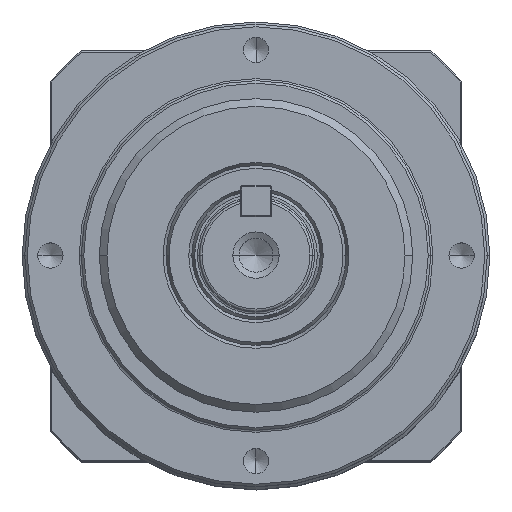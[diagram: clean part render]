
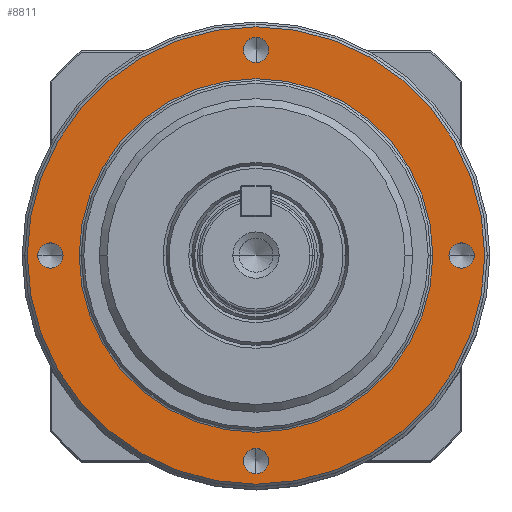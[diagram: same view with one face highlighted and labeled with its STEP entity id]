
A CAD part, top view. The second image highlights one B-rep face of the part: STEP entity #8811.
In plain terms, the highlighted planar face has unit normal (0, 0, 1).
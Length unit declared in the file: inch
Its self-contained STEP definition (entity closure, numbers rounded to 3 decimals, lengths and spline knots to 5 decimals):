
#25 = EDGE_CURVE ( 'NONE', #5820, #10014, #2449, .T. ) ;
#326 = VERTEX_POINT ( 'NONE', #11979 ) ;
#539 = CARTESIAN_POINT ( 'NONE',  ( 0., 0., 0. ) ) ;
#811 = AXIS2_PLACEMENT_3D ( 'NONE', #10678, #884, #9616 ) ;
#855 = DIRECTION ( 'NONE',  ( 0., 0., -1. ) ) ;
#884 = DIRECTION ( 'NONE',  ( 0., 0., -1. ) ) ;
#889 = DIRECTION ( 'NONE',  ( 0., 0., 1. ) ) ;
#935 = CIRCLE ( 'NONE', #9369, 1.75197 ) ;
#1089 = CARTESIAN_POINT ( 'NONE',  ( 0., 0., 0. ) ) ;
#1170 = ORIENTED_EDGE ( 'NONE', *, *, #8424, .F. ) ;
#1268 = EDGE_CURVE ( 'NONE', #12842, #8090, #9228, .T. ) ;
#1269 = EDGE_CURVE ( 'NONE', #326, #5133, #7633, .T. ) ;
#1556 = EDGE_LOOP ( 'NONE', ( #13329, #13218 ) ) ;
#1603 = DIRECTION ( 'NONE',  ( 0., 0., -1. ) ) ;
#1908 = CIRCLE ( 'NONE', #6226, 0.09679 ) ;
#1993 = CARTESIAN_POINT ( 'NONE',  ( 0., -1.5748, 0. ) ) ;
#2069 = EDGE_CURVE ( 'NONE', #5133, #326, #3539, .T. ) ;
#2111 = CARTESIAN_POINT ( 'NONE',  ( 0., 0., 0. ) ) ;
#2144 = EDGE_LOOP ( 'NONE', ( #8869, #2491 ) ) ;
#2449 = CIRCLE ( 'NONE', #4285, 1.35433 ) ;
#2491 = ORIENTED_EDGE ( 'NONE', *, *, #2069, .T. ) ;
#2979 = CIRCLE ( 'NONE', #10966, 1.35433 ) ;
#3213 = AXIS2_PLACEMENT_3D ( 'NONE', #539, #10338, #6034 ) ;
#3225 = FACE_BOUND ( 'NONE', #10447, .T. ) ;
#3340 = DIRECTION ( 'NONE',  ( 1., 0., 0. ) ) ;
#3393 = ORIENTED_EDGE ( 'NONE', *, *, #25, .F. ) ;
#3539 = CIRCLE ( 'NONE', #811, 0.09679 ) ;
#3612 = DIRECTION ( 'NONE',  ( -1., 0., 0. ) ) ;
#3696 = ORIENTED_EDGE ( 'NONE', *, *, #13227, .T. ) ;
#4285 = AXIS2_PLACEMENT_3D ( 'NONE', #11269, #4475, #3612 ) ;
#4410 = EDGE_CURVE ( 'NONE', #4907, #8000, #13015, .T. ) ;
#4455 = EDGE_CURVE ( 'NONE', #8090, #12842, #8889, .T. ) ;
#4475 = DIRECTION ( 'NONE',  ( 0., 0., 1. ) ) ;
#4534 = VERTEX_POINT ( 'NONE', #9890 ) ;
#4697 = ORIENTED_EDGE ( 'NONE', *, *, #4410, .F. ) ;
#4907 = VERTEX_POINT ( 'NONE', #7703 ) ;
#5006 = CARTESIAN_POINT ( 'NONE',  ( 0., 1.47801, 0. ) ) ;
#5129 = DIRECTION ( 'NONE',  ( 0., 0., -1. ) ) ;
#5133 = VERTEX_POINT ( 'NONE', #5761 ) ;
#5287 = FACE_OUTER_BOUND ( 'NONE', #9881, .T. ) ;
#5418 = FACE_BOUND ( 'NONE', #1556, .T. ) ;
#5478 = AXIS2_PLACEMENT_3D ( 'NONE', #7240, #1603, #11603 ) ;
#5536 = CARTESIAN_POINT ( 'NONE',  ( 0., 1.67159, 0. ) ) ;
#5761 = CARTESIAN_POINT ( 'NONE',  ( -1.47801, 0., 0. ) ) ;
#5820 = VERTEX_POINT ( 'NONE', #10974 ) ;
#6034 = DIRECTION ( 'NONE',  ( -1., 0., 0. ) ) ;
#6226 = AXIS2_PLACEMENT_3D ( 'NONE', #1993, #5129, #9501 ) ;
#6333 = DIRECTION ( 'NONE',  ( 0., 1., 0. ) ) ;
#6398 = CARTESIAN_POINT ( 'NONE',  ( 1.5748, 0., 0. ) ) ;
#6766 = VERTEX_POINT ( 'NONE', #7249 ) ;
#6835 = AXIS2_PLACEMENT_3D ( 'NONE', #6398, #9716, #12843 ) ;
#7240 = CARTESIAN_POINT ( 'NONE',  ( 0., 1.5748, 0. ) ) ;
#7249 = CARTESIAN_POINT ( 'NONE',  ( 1.47801, 0., 0. ) ) ;
#7266 = ORIENTED_EDGE ( 'NONE', *, *, #10229, .F. ) ;
#7267 = DIRECTION ( 'NONE',  ( 0., 0., -1. ) ) ;
#7536 = CARTESIAN_POINT ( 'NONE',  ( 1.67159, 0., 0. ) ) ;
#7552 = CARTESIAN_POINT ( 'NONE',  ( 1.5748, 0., 0. ) ) ;
#7604 = DIRECTION ( 'NONE',  ( 0., -1., 0. ) ) ;
#7633 = CIRCLE ( 'NONE', #12645, 0.09679 ) ;
#7700 = FACE_BOUND ( 'NONE', #8795, .T. ) ;
#7703 = CARTESIAN_POINT ( 'NONE',  ( -1.75197, 0., 0. ) ) ;
#7911 = EDGE_LOOP ( 'NONE', ( #8905, #9617 ) ) ;
#8000 = VERTEX_POINT ( 'NONE', #8397 ) ;
#8090 = VERTEX_POINT ( 'NONE', #5536 ) ;
#8397 = CARTESIAN_POINT ( 'NONE',  ( 1.75197, 0., 0. ) ) ;
#8424 = EDGE_CURVE ( 'NONE', #10014, #5820, #2979, .T. ) ;
#8426 = AXIS2_PLACEMENT_3D ( 'NONE', #13828, #14105, #7604 ) ;
#8771 = DIRECTION ( 'NONE',  ( 0., 0., -1. ) ) ;
#8795 = EDGE_LOOP ( 'NONE', ( #3696, #12819 ) ) ;
#8811 = ADVANCED_FACE ( 'NONE', ( #5287, #7700, #9667, #14012, #5418, #3225 ), #9738, .F. ) ;
#8857 = DIRECTION ( 'NONE',  ( -1., 0., 0. ) ) ;
#8869 = ORIENTED_EDGE ( 'NONE', *, *, #1269, .T. ) ;
#8876 = CIRCLE ( 'NONE', #8426, 0.09679 ) ;
#8889 = CIRCLE ( 'NONE', #5478, 0.09679 ) ;
#8905 = ORIENTED_EDGE ( 'NONE', *, *, #4455, .T. ) ;
#9179 = EDGE_CURVE ( 'NONE', #13651, #6766, #11189, .T. ) ;
#9228 = CIRCLE ( 'NONE', #9709, 0.09679 ) ;
#9369 = AXIS2_PLACEMENT_3D ( 'NONE', #1089, #10818, #8857 ) ;
#9501 = DIRECTION ( 'NONE',  ( 0., -1., 0. ) ) ;
#9568 = EDGE_CURVE ( 'NONE', #9723, #4534, #8876, .T. ) ;
#9585 = DIRECTION ( 'NONE',  ( 0., 0., -1. ) ) ;
#9607 = CARTESIAN_POINT ( 'NONE',  ( -1.35433, 0., 0. ) ) ;
#9616 = DIRECTION ( 'NONE',  ( -1., 0., 0. ) ) ;
#9617 = ORIENTED_EDGE ( 'NONE', *, *, #1268, .T. ) ;
#9625 = CARTESIAN_POINT ( 'NONE',  ( 0., -1.47801, 0. ) ) ;
#9667 = FACE_BOUND ( 'NONE', #2144, .T. ) ;
#9709 = AXIS2_PLACEMENT_3D ( 'NONE', #13999, #7267, #6333 ) ;
#9716 = DIRECTION ( 'NONE',  ( 0., 0., -1. ) ) ;
#9723 = VERTEX_POINT ( 'NONE', #9625 ) ;
#9738 = PLANE ( 'NONE',  #9830 ) ;
#9830 = AXIS2_PLACEMENT_3D ( 'NONE', #14141, #9585, #14077 ) ;
#9881 = EDGE_LOOP ( 'NONE', ( #4697, #7266 ) ) ;
#9890 = CARTESIAN_POINT ( 'NONE',  ( 0., -1.67159, 0. ) ) ;
#10014 = VERTEX_POINT ( 'NONE', #9607 ) ;
#10229 = EDGE_CURVE ( 'NONE', #8000, #4907, #935, .T. ) ;
#10338 = DIRECTION ( 'NONE',  ( 0., 0., -1. ) ) ;
#10447 = EDGE_LOOP ( 'NONE', ( #1170, #3393 ) ) ;
#10572 = DIRECTION ( 'NONE',  ( -1., 0., 0. ) ) ;
#10589 = AXIS2_PLACEMENT_3D ( 'NONE', #7552, #8771, #3340 ) ;
#10678 = CARTESIAN_POINT ( 'NONE',  ( -1.5748, 0., 0. ) ) ;
#10712 = CARTESIAN_POINT ( 'NONE',  ( -1.5748, 0., 0. ) ) ;
#10818 = DIRECTION ( 'NONE',  ( 0., 0., -1. ) ) ;
#10833 = DIRECTION ( 'NONE',  ( -1., 0., 0. ) ) ;
#10966 = AXIS2_PLACEMENT_3D ( 'NONE', #2111, #889, #10833 ) ;
#10974 = CARTESIAN_POINT ( 'NONE',  ( 1.35433, 0., 0. ) ) ;
#11189 = CIRCLE ( 'NONE', #6835, 0.09679 ) ;
#11269 = CARTESIAN_POINT ( 'NONE',  ( 0., 0., 0. ) ) ;
#11499 = CIRCLE ( 'NONE', #10589, 0.09679 ) ;
#11603 = DIRECTION ( 'NONE',  ( 0., 1., 0. ) ) ;
#11979 = CARTESIAN_POINT ( 'NONE',  ( -1.67159, 0., 0. ) ) ;
#12645 = AXIS2_PLACEMENT_3D ( 'NONE', #10712, #855, #10572 ) ;
#12819 = ORIENTED_EDGE ( 'NONE', *, *, #9568, .T. ) ;
#12842 = VERTEX_POINT ( 'NONE', #5006 ) ;
#12843 = DIRECTION ( 'NONE',  ( 1., 0., 0. ) ) ;
#13015 = CIRCLE ( 'NONE', #3213, 1.75197 ) ;
#13218 = ORIENTED_EDGE ( 'NONE', *, *, #13294, .T. ) ;
#13227 = EDGE_CURVE ( 'NONE', #4534, #9723, #1908, .T. ) ;
#13294 = EDGE_CURVE ( 'NONE', #6766, #13651, #11499, .T. ) ;
#13329 = ORIENTED_EDGE ( 'NONE', *, *, #9179, .T. ) ;
#13651 = VERTEX_POINT ( 'NONE', #7536 ) ;
#13828 = CARTESIAN_POINT ( 'NONE',  ( 0., -1.5748, 0. ) ) ;
#13999 = CARTESIAN_POINT ( 'NONE',  ( 0., 1.5748, 0. ) ) ;
#14012 = FACE_BOUND ( 'NONE', #7911, .T. ) ;
#14077 = DIRECTION ( 'NONE',  ( -1., 0., 0. ) ) ;
#14105 = DIRECTION ( 'NONE',  ( 0., 0., -1. ) ) ;
#14141 = CARTESIAN_POINT ( 'NONE',  ( 0., 0., 0. ) ) ;
